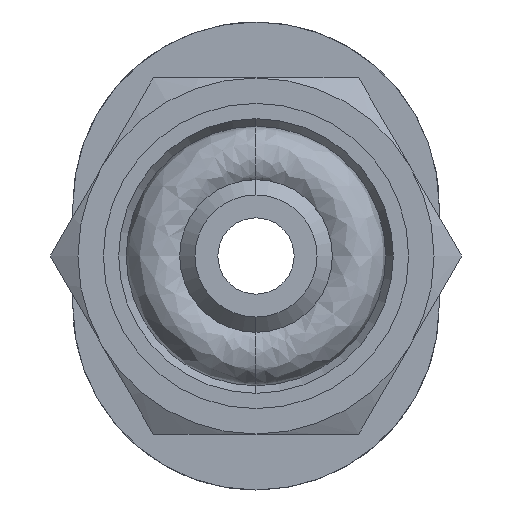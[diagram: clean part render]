
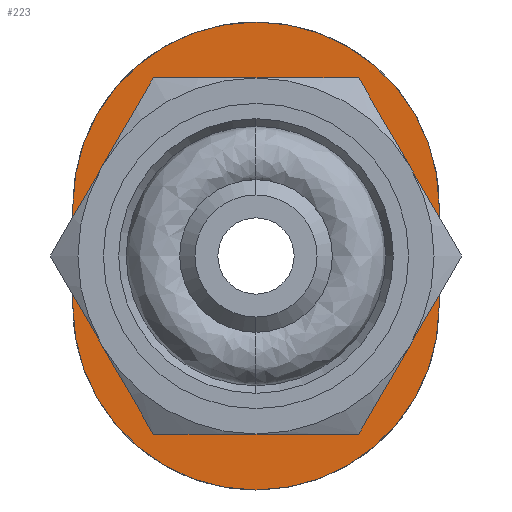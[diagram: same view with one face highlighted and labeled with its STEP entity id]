
A CAD part, front view. The second image highlights one B-rep face of the part: STEP entity #223.
In plain terms, the highlighted planar face has unit normal (0, -1, 0).
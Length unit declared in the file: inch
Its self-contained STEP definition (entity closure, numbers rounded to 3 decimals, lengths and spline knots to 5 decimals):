
#33 = DIRECTION ( 'NONE',  ( 0., 0., 1. ) ) ;
#85 = AXIS2_PLACEMENT_3D ( 'NONE', #2042, #1214, #1201 ) ;
#122 = DIRECTION ( 'NONE',  ( 0., 0., 1. ) ) ;
#147 = ORIENTED_EDGE ( 'NONE', *, *, #579, .F. ) ;
#150 = VECTOR ( 'NONE', #122, 39.37008 ) ;
#152 = ORIENTED_EDGE ( 'NONE', *, *, #2749, .F. ) ;
#188 = CARTESIAN_POINT ( 'NONE',  ( 0.14173, 0.5748, 0. ) ) ;
#192 = CARTESIAN_POINT ( 'NONE',  ( 0., 0.5748, 0.03937 ) ) ;
#223 = ADVANCED_FACE ( 'NONE', ( #2822, #3099 ), #2194, .F. ) ;
#254 = DIRECTION ( 'NONE',  ( 0., 0., 1. ) ) ;
#325 = VERTEX_POINT ( 'NONE', #1142 ) ;
#347 = DIRECTION ( 'NONE',  ( 0., 0., 1. ) ) ;
#368 = AXIS2_PLACEMENT_3D ( 'NONE', #548, #1876, #254 ) ;
#382 = CIRCLE ( 'NONE', #368, 0.14173 ) ;
#403 = CIRCLE ( 'NONE', #2293, 0.14173 ) ;
#427 = CARTESIAN_POINT ( 'NONE',  ( 0.14173, 0.5748, 0.03937 ) ) ;
#501 = CARTESIAN_POINT ( 'NONE',  ( 0., 0.5748, 0.09055 ) ) ;
#512 = CIRCLE ( 'NONE', #933, 0.09055 ) ;
#548 = CARTESIAN_POINT ( 'NONE',  ( 0., 0.5748, 0.03937 ) ) ;
#579 = EDGE_CURVE ( 'NONE', #2871, #1586, #403, .T. ) ;
#623 = LINE ( 'NONE', #3448, #150 ) ;
#721 = EDGE_LOOP ( 'NONE', ( #1402, #2830 ) ) ;
#841 = DIRECTION ( 'NONE',  ( 0., 1., 0. ) ) ;
#854 = ORIENTED_EDGE ( 'NONE', *, *, #3366, .F. ) ;
#914 = DIRECTION ( 'NONE',  ( 0., -1., 0. ) ) ;
#933 = AXIS2_PLACEMENT_3D ( 'NONE', #1725, #914, #33 ) ;
#1043 = EDGE_CURVE ( 'NONE', #3576, #325, #623, .T. ) ;
#1138 = CARTESIAN_POINT ( 'NONE',  ( 0., 0.5748, 0. ) ) ;
#1142 = CARTESIAN_POINT ( 'NONE',  ( -0.14173, 0.5748, 0.03937 ) ) ;
#1201 = DIRECTION ( 'NONE',  ( 0., 0., 1. ) ) ;
#1214 = DIRECTION ( 'NONE',  ( 0., 1., 0. ) ) ;
#1304 = VERTEX_POINT ( 'NONE', #1644 ) ;
#1399 = DIRECTION ( 'NONE',  ( 0., 0., 1. ) ) ;
#1402 = ORIENTED_EDGE ( 'NONE', *, *, #1459, .F. ) ;
#1459 = EDGE_CURVE ( 'NONE', #2792, #1304, #2374, .T. ) ;
#1470 = VECTOR ( 'NONE', #1861, 39.37008 ) ;
#1586 = VERTEX_POINT ( 'NONE', #427 ) ;
#1644 = CARTESIAN_POINT ( 'NONE',  ( 0., 0.5748, -0.09055 ) ) ;
#1684 = CIRCLE ( 'NONE', #85, 0.14173 ) ;
#1725 = CARTESIAN_POINT ( 'NONE',  ( 0., 0.5748, 0. ) ) ;
#1861 = DIRECTION ( 'NONE',  ( 0., 0., -1. ) ) ;
#1864 = DIRECTION ( 'NONE',  ( 0., 1., 0. ) ) ;
#1876 = DIRECTION ( 'NONE',  ( 0., 1., 0. ) ) ;
#2040 = ORIENTED_EDGE ( 'NONE', *, *, #3134, .F. ) ;
#2042 = CARTESIAN_POINT ( 'NONE',  ( 0., 0.5748, -0.03937 ) ) ;
#2054 = CARTESIAN_POINT ( 'NONE',  ( -0.14173, 0.5748, -0.03937 ) ) ;
#2184 = EDGE_CURVE ( 'NONE', #1304, #2792, #512, .T. ) ;
#2194 = PLANE ( 'NONE',  #2336 ) ;
#2246 = CARTESIAN_POINT ( 'NONE',  ( 0., 0.5748, 0. ) ) ;
#2289 = LINE ( 'NONE', #188, #1470 ) ;
#2291 = EDGE_LOOP ( 'NONE', ( #854, #2040, #147, #152, #3138 ) ) ;
#2293 = AXIS2_PLACEMENT_3D ( 'NONE', #192, #1864, #3216 ) ;
#2336 = AXIS2_PLACEMENT_3D ( 'NONE', #1138, #841, #1399 ) ;
#2374 = CIRCLE ( 'NONE', #3231, 0.09055 ) ;
#2749 = EDGE_CURVE ( 'NONE', #325, #2871, #382, .T. ) ;
#2792 = VERTEX_POINT ( 'NONE', #501 ) ;
#2822 = FACE_BOUND ( 'NONE', #721, .T. ) ;
#2830 = ORIENTED_EDGE ( 'NONE', *, *, #2184, .F. ) ;
#2871 = VERTEX_POINT ( 'NONE', #3336 ) ;
#3075 = DIRECTION ( 'NONE',  ( 0., -1., 0. ) ) ;
#3099 = FACE_OUTER_BOUND ( 'NONE', #2291, .T. ) ;
#3108 = VERTEX_POINT ( 'NONE', #3539 ) ;
#3134 = EDGE_CURVE ( 'NONE', #1586, #3108, #2289, .T. ) ;
#3138 = ORIENTED_EDGE ( 'NONE', *, *, #1043, .F. ) ;
#3216 = DIRECTION ( 'NONE',  ( 0., 0., 1. ) ) ;
#3231 = AXIS2_PLACEMENT_3D ( 'NONE', #2246, #3075, #347 ) ;
#3336 = CARTESIAN_POINT ( 'NONE',  ( 0., 0.5748, 0.1811 ) ) ;
#3366 = EDGE_CURVE ( 'NONE', #3108, #3576, #1684, .T. ) ;
#3448 = CARTESIAN_POINT ( 'NONE',  ( -0.14173, 0.5748, 0. ) ) ;
#3539 = CARTESIAN_POINT ( 'NONE',  ( 0.14173, 0.5748, -0.03937 ) ) ;
#3576 = VERTEX_POINT ( 'NONE', #2054 ) ;
